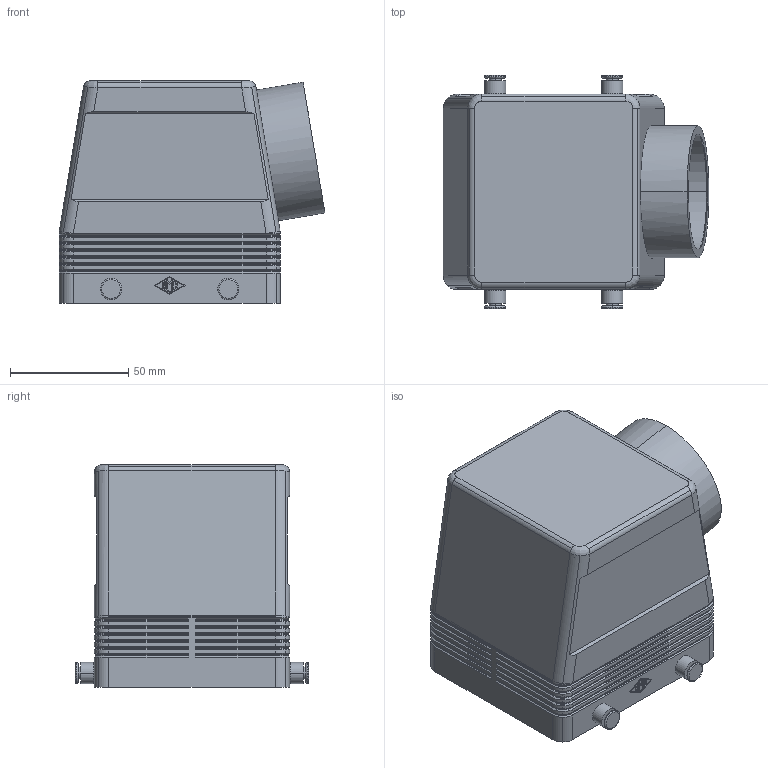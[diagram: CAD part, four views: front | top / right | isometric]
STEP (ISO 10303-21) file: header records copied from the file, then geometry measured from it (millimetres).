
FILE_DESCRIPTION((''),'2;1');
FILE_NAME('MHO 32.50.stp','2006-12-14T02:35:34',('gembarski'),(''),'Autodesk Inventor 7','Autodesk Inventor 7','');
FILE_SCHEMA(('AUTOMOTIVE_DESIGN { 1 0 10303 214 1 1 1 1 }'));
Length unit declared in the file: millimetre
Products named in the file (1): MHO 32.50
Bounding box: 112.36 x 98.5 x 94 mm (x, y, z)
Volume: 151411.3 mm3; surface area: 79917.6 mm2
Topology: 1 solids, 1 shells, 617 faces, 1561 edges, 970 vertices
Faces by surface type: plane 210, cylinder 158, bspline 127, cone 106, torus 12, sphere 4
Entity records: 19664 total; most frequent: CARTESIAN_POINT 4882, ORIENTED_EDGE 3090, DIRECTION 3081, EDGE_CURVE 1545, AXIS2_PLACEMENT_3D 1053, VECTOR 975, LINE 975, VERTEX_POINT 970
